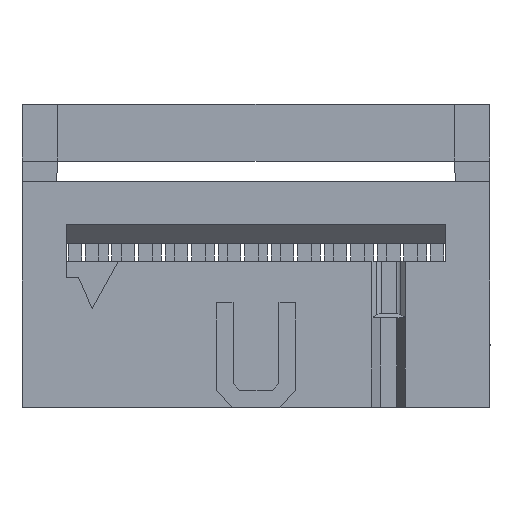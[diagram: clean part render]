
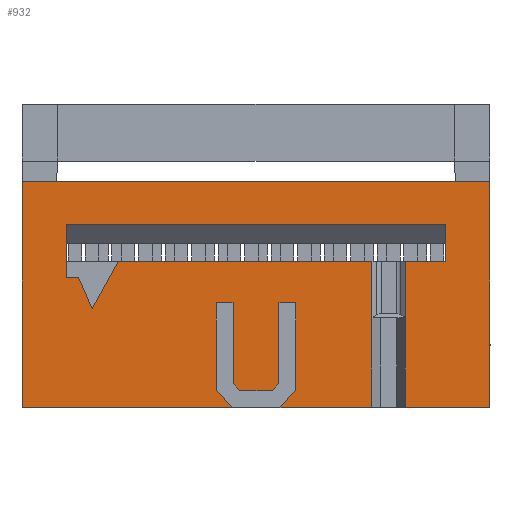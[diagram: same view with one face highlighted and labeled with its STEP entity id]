
A CAD part, top view. The second image highlights one B-rep face of the part: STEP entity #932.
In plain terms, the highlighted planar face has unit normal (0, 0, 1).
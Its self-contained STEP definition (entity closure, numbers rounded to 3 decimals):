
#932=ADVANCED_FACE('',(#1544),#1240,.T.);
#1240=PLANE('',#7073);
#1544=FACE_OUTER_BOUND('',#1846,.T.);
#1846=EDGE_LOOP('',(#2230,#2231,#2232,#2233,#2234,#2235,#2236,#2237,#2238,
#2239,#2240,#2241,#2242,#2243,#2244,#2245,#2246,#2247,#2248,#2249,#2250,
#2251,#2252,#2253,#2254,#2255,#2256,#2257,#2258));
#2230=ORIENTED_EDGE('',*,*,#4522,.F.);
#2231=ORIENTED_EDGE('',*,*,#4523,.T.);
#2232=ORIENTED_EDGE('',*,*,#4524,.F.);
#2233=ORIENTED_EDGE('',*,*,#4525,.T.);
#2234=ORIENTED_EDGE('',*,*,#4526,.F.);
#2235=ORIENTED_EDGE('',*,*,#4527,.F.);
#2236=ORIENTED_EDGE('',*,*,#4528,.F.);
#2237=ORIENTED_EDGE('',*,*,#4529,.T.);
#2238=ORIENTED_EDGE('',*,*,#4530,.T.);
#2239=ORIENTED_EDGE('',*,*,#4531,.T.);
#2240=ORIENTED_EDGE('',*,*,#4532,.T.);
#2241=ORIENTED_EDGE('',*,*,#4533,.T.);
#2242=ORIENTED_EDGE('',*,*,#4534,.T.);
#2243=ORIENTED_EDGE('',*,*,#4535,.T.);
#2244=ORIENTED_EDGE('',*,*,#4536,.T.);
#2245=ORIENTED_EDGE('',*,*,#4537,.T.);
#2246=ORIENTED_EDGE('',*,*,#4538,.T.);
#2247=ORIENTED_EDGE('',*,*,#4539,.T.);
#2248=ORIENTED_EDGE('',*,*,#4540,.F.);
#2249=ORIENTED_EDGE('',*,*,#4541,.F.);
#2250=ORIENTED_EDGE('',*,*,#4542,.T.);
#2251=ORIENTED_EDGE('',*,*,#4543,.F.);
#2252=ORIENTED_EDGE('',*,*,#4544,.T.);
#2253=ORIENTED_EDGE('',*,*,#4545,.T.);
#2254=ORIENTED_EDGE('',*,*,#4546,.T.);
#2255=ORIENTED_EDGE('',*,*,#4547,.F.);
#2256=ORIENTED_EDGE('',*,*,#4548,.T.);
#2257=ORIENTED_EDGE('',*,*,#4549,.T.);
#2258=ORIENTED_EDGE('',*,*,#4550,.F.);
#3956=VERTEX_POINT('',#8869);
#3958=VERTEX_POINT('',#8875);
#3959=VERTEX_POINT('',#8876);
#3960=VERTEX_POINT('',#8878);
#3961=VERTEX_POINT('',#8880);
#3962=VERTEX_POINT('',#8882);
#3963=VERTEX_POINT('',#8884);
#3964=VERTEX_POINT('',#8886);
#3965=VERTEX_POINT('',#8888);
#3966=VERTEX_POINT('',#8890);
#3967=VERTEX_POINT('',#8892);
#3968=VERTEX_POINT('',#8894);
#3969=VERTEX_POINT('',#8896);
#3970=VERTEX_POINT('',#8898);
#3971=VERTEX_POINT('',#8900);
#3972=VERTEX_POINT('',#8902);
#3973=VERTEX_POINT('',#8904);
#3974=VERTEX_POINT('',#8906);
#3975=VERTEX_POINT('',#8908);
#3976=VERTEX_POINT('',#8910);
#3977=VERTEX_POINT('',#8912);
#3978=VERTEX_POINT('',#8915);
#3979=VERTEX_POINT('',#8917);
#3980=VERTEX_POINT('',#8919);
#3981=VERTEX_POINT('',#8921);
#3982=VERTEX_POINT('',#8923);
#3983=VERTEX_POINT('',#8925);
#3984=VERTEX_POINT('',#8927);
#3985=VERTEX_POINT('',#8929);
#4522=EDGE_CURVE('',#3958,#3959,#5386,.T.);
#4523=EDGE_CURVE('',#3958,#3960,#5387,.T.);
#4524=EDGE_CURVE('',#3961,#3960,#5388,.T.);
#4525=EDGE_CURVE('',#3961,#3962,#5389,.T.);
#4526=EDGE_CURVE('',#3963,#3962,#5390,.T.);
#4527=EDGE_CURVE('',#3964,#3963,#5391,.T.);
#4528=EDGE_CURVE('',#3965,#3964,#5392,.T.);
#4529=EDGE_CURVE('',#3965,#3966,#5393,.T.);
#4530=EDGE_CURVE('',#3966,#3967,#5394,.T.);
#4531=EDGE_CURVE('',#3967,#3968,#5395,.T.);
#4532=EDGE_CURVE('',#3968,#3969,#5396,.T.);
#4533=EDGE_CURVE('',#3969,#3970,#5397,.T.);
#4534=EDGE_CURVE('',#3970,#3971,#5398,.T.);
#4535=EDGE_CURVE('',#3971,#3972,#5399,.T.);
#4536=EDGE_CURVE('',#3972,#3973,#5400,.T.);
#4537=EDGE_CURVE('',#3973,#3974,#5401,.T.);
#4538=EDGE_CURVE('',#3974,#3975,#5402,.T.);
#4539=EDGE_CURVE('',#3975,#3976,#5403,.T.);
#4540=EDGE_CURVE('',#3977,#3976,#5404,.T.);
#4541=EDGE_CURVE('',#3956,#3977,#5405,.T.);
#4542=EDGE_CURVE('',#3956,#3978,#5406,.T.);
#4543=EDGE_CURVE('',#3979,#3978,#5407,.T.);
#4544=EDGE_CURVE('',#3979,#3980,#5408,.T.);
#4545=EDGE_CURVE('',#3980,#3981,#5409,.T.);
#4546=EDGE_CURVE('',#3981,#3982,#5410,.T.);
#4547=EDGE_CURVE('',#3983,#3982,#5411,.T.);
#4548=EDGE_CURVE('',#3983,#3984,#5412,.T.);
#4549=EDGE_CURVE('',#3984,#3985,#5413,.T.);
#4550=EDGE_CURVE('',#3959,#3985,#5414,.T.);
#5386=LINE('',#8874,#6230);
#5387=LINE('',#8877,#6231);
#5388=LINE('',#8879,#6232);
#5389=LINE('',#8881,#6233);
#5390=LINE('',#8883,#6234);
#5391=LINE('',#8885,#6235);
#5392=LINE('',#8887,#6236);
#5393=LINE('',#8889,#6237);
#5394=LINE('',#8891,#6238);
#5395=LINE('',#8893,#6239);
#5396=LINE('',#8895,#6240);
#5397=LINE('',#8897,#6241);
#5398=LINE('',#8899,#6242);
#5399=LINE('',#8901,#6243);
#5400=LINE('',#8903,#6244);
#5401=LINE('',#8905,#6245);
#5402=LINE('',#8907,#6246);
#5403=LINE('',#8909,#6247);
#5404=LINE('',#8911,#6248);
#5405=LINE('',#8913,#6249);
#5406=LINE('',#8914,#6250);
#5407=LINE('',#8916,#6251);
#5408=LINE('',#8918,#6252);
#5409=LINE('',#8920,#6253);
#5410=LINE('',#8922,#6254);
#5411=LINE('',#8924,#6255);
#5412=LINE('',#8926,#6256);
#5413=LINE('',#8928,#6257);
#5414=LINE('',#8930,#6258);
#6230=VECTOR('',#7395,1.);
#6231=VECTOR('',#7396,1.);
#6232=VECTOR('',#7397,1.);
#6233=VECTOR('',#7398,1.);
#6234=VECTOR('',#7399,1.);
#6235=VECTOR('',#7400,1.);
#6236=VECTOR('',#7401,1.);
#6237=VECTOR('',#7402,1.);
#6238=VECTOR('',#7403,1.);
#6239=VECTOR('',#7404,1.);
#6240=VECTOR('',#7405,1.);
#6241=VECTOR('',#7406,1.);
#6242=VECTOR('',#7407,1.);
#6243=VECTOR('',#7408,1.);
#6244=VECTOR('',#7409,1.);
#6245=VECTOR('',#7410,1.);
#6246=VECTOR('',#7411,1.);
#6247=VECTOR('',#7412,1.);
#6248=VECTOR('',#7413,1.);
#6249=VECTOR('',#7414,1.);
#6250=VECTOR('',#7415,1.);
#6251=VECTOR('',#7416,1.);
#6252=VECTOR('',#7417,1.);
#6253=VECTOR('',#7418,1.);
#6254=VECTOR('',#7419,1.);
#6255=VECTOR('',#7420,1.);
#6256=VECTOR('',#7421,1.);
#6257=VECTOR('',#7422,1.);
#6258=VECTOR('',#7423,1.);
#7073=AXIS2_PLACEMENT_3D('',#8931,#7424,#7425);
#7395=DIRECTION('',(0.,1.,0.));
#7396=DIRECTION('',(0.,-1.,0.));
#7397=DIRECTION('',(-1.,0.,0.));
#7398=DIRECTION('',(0.,1.,0.));
#7399=DIRECTION('',(1.,0.,0.));
#7400=DIRECTION('',(0.,1.,0.));
#7401=DIRECTION('',(-1.,0.,0.));
#7402=DIRECTION('',(-0.707,0.707,0.));
#7403=DIRECTION('',(0.,1.,0.));
#7404=DIRECTION('',(1.,0.,0.));
#7405=DIRECTION('',(0.,-1.,0.));
#7406=DIRECTION('',(0.707,-0.707,0.));
#7407=DIRECTION('',(1.,0.,0.));
#7408=DIRECTION('',(0.707,0.707,0.));
#7409=DIRECTION('',(0.,1.,0.));
#7410=DIRECTION('',(1.,0.,0.));
#7411=DIRECTION('',(0.,-1.,0.));
#7412=DIRECTION('',(-0.707,-0.707,0.));
#7413=DIRECTION('',(-1.,0.,0.));
#7414=DIRECTION('',(0.,-1.,0.));
#7415=DIRECTION('',(0.,1.,0.));
#7416=DIRECTION('',(1.,0.,0.));
#7417=DIRECTION('',(-0.486,-0.874,0.));
#7418=DIRECTION('',(-0.416,0.91,0.));
#7419=DIRECTION('',(-1.,0.,0.));
#7420=DIRECTION('',(0.,-1.,0.));
#7421=DIRECTION('',(1.,0.,0.));
#7422=DIRECTION('',(0.,-1.,0.));
#7423=DIRECTION('',(1.,0.,0.));
#7424=DIRECTION('',(0.,0.,1.));
#7425=DIRECTION('',(1.,0.,0.));
#8869=CARTESIAN_POINT('',(16.75,4.3,6.1));
#8874=CARTESIAN_POINT('',(18.35,4.3,6.1));
#8875=CARTESIAN_POINT('',(18.35,4.3,6.1));
#8876=CARTESIAN_POINT('',(18.35,7.,6.1));
#8877=CARTESIAN_POINT('',(18.35,7.6,6.1));
#8878=CARTESIAN_POINT('',(18.35,0.,6.1));
#8879=CARTESIAN_POINT('',(22.4,0.,6.1));
#8880=CARTESIAN_POINT('',(22.4,0.,6.1));
#8881=CARTESIAN_POINT('',(22.4,0.,6.1));
#8882=CARTESIAN_POINT('',(22.4,10.8,6.1));
#8883=CARTESIAN_POINT('',(0.,10.8,6.1));
#8884=CARTESIAN_POINT('',(0.,10.8,6.1));
#8885=CARTESIAN_POINT('',(0.,0.,6.1));
#8886=CARTESIAN_POINT('',(0.,0.,6.1));
#8887=CARTESIAN_POINT('',(10.1,0.,6.1));
#8888=CARTESIAN_POINT('',(10.1,0.,6.1));
#8889=CARTESIAN_POINT('',(10.1,0.,6.1));
#8890=CARTESIAN_POINT('',(9.3,0.8,6.1));
#8891=CARTESIAN_POINT('',(9.3,0.8,6.1));
#8892=CARTESIAN_POINT('',(9.3,5.,6.1));
#8893=CARTESIAN_POINT('',(9.3,5.,6.1));
#8894=CARTESIAN_POINT('',(10.1,5.,6.1));
#8895=CARTESIAN_POINT('',(10.1,5.,6.1));
#8896=CARTESIAN_POINT('',(10.1,1.131,6.1));
#8897=CARTESIAN_POINT('',(10.1,1.131,6.1));
#8898=CARTESIAN_POINT('',(10.431,0.8,6.1));
#8899=CARTESIAN_POINT('',(10.431,0.8,6.1));
#8900=CARTESIAN_POINT('',(11.969,0.8,6.1));
#8901=CARTESIAN_POINT('',(11.969,0.8,6.1));
#8902=CARTESIAN_POINT('',(12.3,1.131,6.1));
#8903=CARTESIAN_POINT('',(12.3,1.131,6.1));
#8904=CARTESIAN_POINT('',(12.3,5.,6.1));
#8905=CARTESIAN_POINT('',(12.3,5.,6.1));
#8906=CARTESIAN_POINT('',(13.1,5.,6.1));
#8907=CARTESIAN_POINT('',(13.1,5.,6.1));
#8908=CARTESIAN_POINT('',(13.1,0.8,6.1));
#8909=CARTESIAN_POINT('',(13.1,0.8,6.1));
#8910=CARTESIAN_POINT('',(12.3,0.,6.1));
#8911=CARTESIAN_POINT('',(22.4,0.,6.1));
#8912=CARTESIAN_POINT('',(16.75,0.,6.1));
#8913=CARTESIAN_POINT('',(16.75,7.6,6.1));
#8914=CARTESIAN_POINT('',(16.75,4.3,6.1));
#8915=CARTESIAN_POINT('',(16.75,7.,6.1));
#8916=CARTESIAN_POINT('',(4.61,7.,6.1));
#8917=CARTESIAN_POINT('',(4.61,7.,6.1));
#8918=CARTESIAN_POINT('',(4.61,7.,6.1));
#8919=CARTESIAN_POINT('',(3.36,4.75,6.1));
#8920=CARTESIAN_POINT('',(3.36,4.75,6.1));
#8921=CARTESIAN_POINT('',(2.697,6.2,6.1));
#8922=CARTESIAN_POINT('',(2.697,6.2,6.1));
#8923=CARTESIAN_POINT('',(2.11,6.2,6.1));
#8924=CARTESIAN_POINT('',(2.11,8.75,6.1));
#8925=CARTESIAN_POINT('',(2.11,8.75,6.1));
#8926=CARTESIAN_POINT('',(2.11,8.75,6.1));
#8927=CARTESIAN_POINT('',(20.29,8.75,6.1));
#8928=CARTESIAN_POINT('',(20.29,8.75,6.1));
#8929=CARTESIAN_POINT('',(20.29,7.,6.1));
#8930=CARTESIAN_POINT('',(4.61,7.,6.1));
#8931=CARTESIAN_POINT('',(-0.66,-0.64,6.1));
